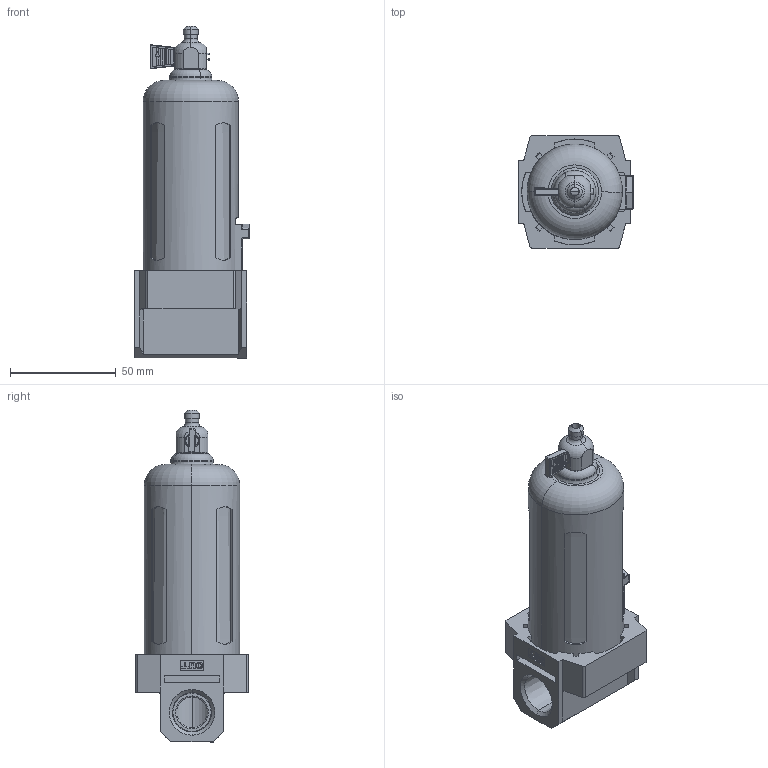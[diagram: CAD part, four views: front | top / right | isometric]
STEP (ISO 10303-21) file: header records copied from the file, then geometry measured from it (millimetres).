
FILE_DESCRIPTION (( 'STEP AP214' ), '1' );
FILE_NAME ('F50.STEP', '2021-11-04T09:06:52', ( 'User' ), ( '' ), 'SwSTEP 2.0', 'SolidWorks 2014', '' );
FILE_SCHEMA (( 'AUTOMOTIVE_DESIGN' ));
Length unit declared in the file: millimetre
Products named in the file (13): F5003; F5001; L5002; F5020; F5012; F5010; F50
Assembly tree (6 placements, depth 2):
  L5002
  F5020
  F5012
  F5010
  F5003
Bounding box: 54.2 x 53 x 156.7 mm (x, y, z)
Volume: 90339.8 mm3; surface area: 72431.5 mm2
Topology: 6 solids, 6 shells, 621 faces, 1577 edges, 998 vertices
Faces by surface type: plane 355, cylinder 162, torus 60, cone 23, sphere 11, bspline 10
Entity records: 19676 total; most frequent: CARTESIAN_POINT 4344, ORIENTED_EDGE 3130, DIRECTION 3109, EDGE_CURVE 1565, AXIS2_PLACEMENT_3D 1050, LINE 1009, VECTOR 1009, VERTEX_POINT 995
